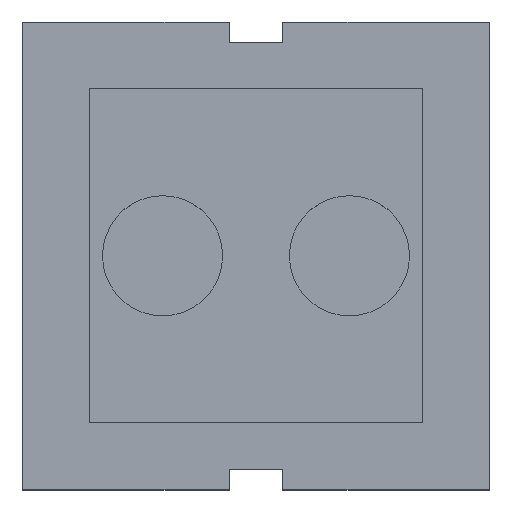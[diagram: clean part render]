
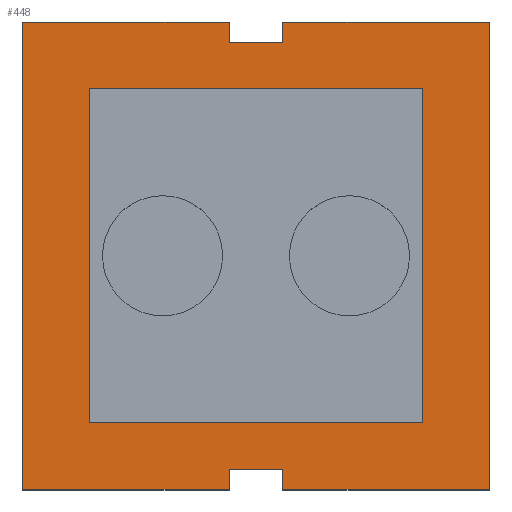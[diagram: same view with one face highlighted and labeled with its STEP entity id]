
A CAD part, top view. The second image highlights one B-rep face of the part: STEP entity #448.
In plain terms, the highlighted planar face has unit normal (0, 0, 1).
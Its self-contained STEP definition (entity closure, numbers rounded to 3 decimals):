
#41 = CARTESIAN_POINT ( 'NONE',  ( -2.5, 0., 6. ) ) ;
#83 = DIRECTION ( 'NONE',  ( -1., 0., 0. ) ) ;
#381 = CARTESIAN_POINT ( 'NONE',  ( -3.5, 3.5, 6. ) ) ;
#431 = EDGE_CURVE ( 'NONE', #2577, #2819, #6424, .T. ) ;
#448 = ADVANCED_FACE ( 'NONE', ( #5644, #3136 ), #5230, .F. ) ;
#519 = EDGE_CURVE ( 'NONE', #9201, #925, #3764, .T. ) ;
#527 = VECTOR ( 'NONE', #906, 1000. ) ;
#537 = DIRECTION ( 'NONE',  ( -1., 0., 0. ) ) ;
#547 = CARTESIAN_POINT ( 'NONE',  ( -0.4, -3.5, 6. ) ) ;
#628 = VERTEX_POINT ( 'NONE', #2120 ) ;
#730 = LINE ( 'NONE', #8588, #6821 ) ;
#753 = CARTESIAN_POINT ( 'NONE',  ( 0.4, 3.5, 6. ) ) ;
#777 = CARTESIAN_POINT ( 'NONE',  ( 0.4, -3.2, 6. ) ) ;
#834 = EDGE_CURVE ( 'NONE', #2819, #5348, #10479, .T. ) ;
#850 = LINE ( 'NONE', #4118, #3268 ) ;
#887 = CARTESIAN_POINT ( 'NONE',  ( 3.5, -3.5, 6. ) ) ;
#906 = DIRECTION ( 'NONE',  ( 0., -1., 0. ) ) ;
#925 = VERTEX_POINT ( 'NONE', #6144 ) ;
#967 = CARTESIAN_POINT ( 'NONE',  ( -0.4, 3.5, 6. ) ) ;
#1059 = DIRECTION ( 'NONE',  ( -1., 0., 0. ) ) ;
#1110 = VERTEX_POINT ( 'NONE', #10451 ) ;
#1244 = CARTESIAN_POINT ( 'NONE',  ( 0., 0., 6. ) ) ;
#1276 = LINE ( 'NONE', #2347, #7764 ) ;
#1397 = DIRECTION ( 'NONE',  ( 0., -1., 0. ) ) ;
#1412 = CARTESIAN_POINT ( 'NONE',  ( -2.5, 2.5, 6. ) ) ;
#1574 = EDGE_CURVE ( 'NONE', #5664, #1110, #9066, .T. ) ;
#1694 = EDGE_CURVE ( 'NONE', #8685, #9201, #7567, .T. ) ;
#1841 = CARTESIAN_POINT ( 'NONE',  ( 0.4, -3.5, 6. ) ) ;
#1852 = LINE ( 'NONE', #7260, #7957 ) ;
#1893 = CARTESIAN_POINT ( 'NONE',  ( 0., 2.5, 6. ) ) ;
#1954 = VECTOR ( 'NONE', #2994, 1000. ) ;
#1970 = ORIENTED_EDGE ( 'NONE', *, *, #9821, .F. ) ;
#2083 = CARTESIAN_POINT ( 'NONE',  ( -0.4, -3.5, 6. ) ) ;
#2120 = CARTESIAN_POINT ( 'NONE',  ( 0.4, 3.2, 6. ) ) ;
#2218 = CARTESIAN_POINT ( 'NONE',  ( 0.4, 3.5, 6. ) ) ;
#2227 = VECTOR ( 'NONE', #3247, 1000. ) ;
#2347 = CARTESIAN_POINT ( 'NONE',  ( 2.5, 0., 6. ) ) ;
#2567 = VERTEX_POINT ( 'NONE', #753 ) ;
#2577 = VERTEX_POINT ( 'NONE', #887 ) ;
#2586 = DIRECTION ( 'NONE',  ( 0., 1., 0. ) ) ;
#2608 = ORIENTED_EDGE ( 'NONE', *, *, #1694, .T. ) ;
#2615 = LINE ( 'NONE', #1893, #8217 ) ;
#2644 = DIRECTION ( 'NONE',  ( 0., 1., 0. ) ) ;
#2749 = VECTOR ( 'NONE', #3314, 1000. ) ;
#2819 = VERTEX_POINT ( 'NONE', #7813 ) ;
#2860 = VERTEX_POINT ( 'NONE', #9796 ) ;
#2994 = DIRECTION ( 'NONE',  ( 1., 0., 0. ) ) ;
#3133 = LINE ( 'NONE', #7466, #10241 ) ;
#3136 = FACE_BOUND ( 'NONE', #9365, .T. ) ;
#3247 = DIRECTION ( 'NONE',  ( 0., 1., 0. ) ) ;
#3268 = VECTOR ( 'NONE', #4961, 1000. ) ;
#3314 = DIRECTION ( 'NONE',  ( 1., 0., 0. ) ) ;
#3375 = ORIENTED_EDGE ( 'NONE', *, *, #4226, .T. ) ;
#3381 = VECTOR ( 'NONE', #8913, 1000. ) ;
#3599 = CARTESIAN_POINT ( 'NONE',  ( 2.5, 2.5, 6. ) ) ;
#3630 = LINE ( 'NONE', #9852, #3760 ) ;
#3700 = ORIENTED_EDGE ( 'NONE', *, *, #1574, .F. ) ;
#3760 = VECTOR ( 'NONE', #9699, 1000. ) ;
#3764 = LINE ( 'NONE', #8195, #7064 ) ;
#3937 = EDGE_CURVE ( 'NONE', #2860, #9559, #1276, .T. ) ;
#4088 = EDGE_CURVE ( 'NONE', #2567, #628, #6994, .T. ) ;
#4093 = DIRECTION ( 'NONE',  ( -1., 0., 0. ) ) ;
#4118 = CARTESIAN_POINT ( 'NONE',  ( 3.5, 3.5, 6. ) ) ;
#4125 = LINE ( 'NONE', #967, #2749 ) ;
#4146 = ORIENTED_EDGE ( 'NONE', *, *, #9942, .F. ) ;
#4226 = EDGE_CURVE ( 'NONE', #8825, #2567, #6481, .T. ) ;
#4302 = VECTOR ( 'NONE', #83, 1000. ) ;
#4777 = ORIENTED_EDGE ( 'NONE', *, *, #519, .T. ) ;
#4961 = DIRECTION ( 'NONE',  ( 0., 1., 0. ) ) ;
#5202 = AXIS2_PLACEMENT_3D ( 'NONE', #1244, #8246, #6611 ) ;
#5230 = PLANE ( 'NONE',  #5202 ) ;
#5348 = VERTEX_POINT ( 'NONE', #9655 ) ;
#5373 = EDGE_CURVE ( 'NONE', #7705, #5664, #4125, .T. ) ;
#5644 = FACE_OUTER_BOUND ( 'NONE', #7613, .T. ) ;
#5664 = VERTEX_POINT ( 'NONE', #9243 ) ;
#5755 = VECTOR ( 'NONE', #1397, 1000. ) ;
#5794 = VERTEX_POINT ( 'NONE', #9311 ) ;
#5864 = VERTEX_POINT ( 'NONE', #1412 ) ;
#6040 = VECTOR ( 'NONE', #1059, 1000. ) ;
#6144 = CARTESIAN_POINT ( 'NONE',  ( -0.4, -3.2, 6. ) ) ;
#6298 = ORIENTED_EDGE ( 'NONE', *, *, #9754, .T. ) ;
#6424 = LINE ( 'NONE', #1841, #6040 ) ;
#6481 = LINE ( 'NONE', #2218, #4302 ) ;
#6544 = CARTESIAN_POINT ( 'NONE',  ( 0.4, 3.2, 6. ) ) ;
#6611 = DIRECTION ( 'NONE',  ( -1., 0., 0. ) ) ;
#6762 = DIRECTION ( 'NONE',  ( -1., 0., 0. ) ) ;
#6821 = VECTOR ( 'NONE', #537, 1000. ) ;
#6981 = EDGE_CURVE ( 'NONE', #628, #1110, #730, .T. ) ;
#6994 = LINE ( 'NONE', #6544, #527 ) ;
#7022 = ORIENTED_EDGE ( 'NONE', *, *, #3937, .F. ) ;
#7025 = ORIENTED_EDGE ( 'NONE', *, *, #834, .F. ) ;
#7064 = VECTOR ( 'NONE', #2586, 1000. ) ;
#7142 = EDGE_CURVE ( 'NONE', #2577, #8825, #850, .T. ) ;
#7207 = EDGE_CURVE ( 'NONE', #5794, #5864, #7581, .T. ) ;
#7260 = CARTESIAN_POINT ( 'NONE',  ( 0., -3.2, 6. ) ) ;
#7466 = CARTESIAN_POINT ( 'NONE',  ( -3.5, 3.5, 6. ) ) ;
#7567 = LINE ( 'NONE', #547, #1954 ) ;
#7581 = LINE ( 'NONE', #41, #2227 ) ;
#7613 = EDGE_LOOP ( 'NONE', ( #9731, #2608, #4777, #1970, #7025, #10495, #10015, #3375, #8526, #8579, #3700, #8227 ) ) ;
#7705 = VERTEX_POINT ( 'NONE', #381 ) ;
#7740 = CARTESIAN_POINT ( 'NONE',  ( 3.5, 3.5, 6. ) ) ;
#7764 = VECTOR ( 'NONE', #2644, 1000. ) ;
#7813 = CARTESIAN_POINT ( 'NONE',  ( 0.4, -3.5, 6. ) ) ;
#7957 = VECTOR ( 'NONE', #4093, 1000. ) ;
#8195 = CARTESIAN_POINT ( 'NONE',  ( -0.4, -3.2, 6. ) ) ;
#8217 = VECTOR ( 'NONE', #6762, 1000. ) ;
#8227 = ORIENTED_EDGE ( 'NONE', *, *, #5373, .F. ) ;
#8246 = DIRECTION ( 'NONE',  ( 0., 0., -1. ) ) ;
#8299 = ORIENTED_EDGE ( 'NONE', *, *, #7207, .T. ) ;
#8308 = CARTESIAN_POINT ( 'NONE',  ( -3.5, -3.5, 6. ) ) ;
#8525 = CARTESIAN_POINT ( 'NONE',  ( -0.4, 3.2, 6. ) ) ;
#8526 = ORIENTED_EDGE ( 'NONE', *, *, #4088, .T. ) ;
#8579 = ORIENTED_EDGE ( 'NONE', *, *, #6981, .T. ) ;
#8588 = CARTESIAN_POINT ( 'NONE',  ( 0., 3.2, 6. ) ) ;
#8685 = VERTEX_POINT ( 'NONE', #8308 ) ;
#8825 = VERTEX_POINT ( 'NONE', #7740 ) ;
#8913 = DIRECTION ( 'NONE',  ( 0., 1., 0. ) ) ;
#9066 = LINE ( 'NONE', #8525, #5755 ) ;
#9132 = DIRECTION ( 'NONE',  ( 0., 1., 0. ) ) ;
#9201 = VERTEX_POINT ( 'NONE', #2083 ) ;
#9243 = CARTESIAN_POINT ( 'NONE',  ( -0.4, 3.5, 6. ) ) ;
#9311 = CARTESIAN_POINT ( 'NONE',  ( -2.5, -2.5, 6. ) ) ;
#9365 = EDGE_LOOP ( 'NONE', ( #8299, #4146, #7022, #6298 ) ) ;
#9515 = EDGE_CURVE ( 'NONE', #8685, #7705, #3133, .T. ) ;
#9559 = VERTEX_POINT ( 'NONE', #3599 ) ;
#9655 = CARTESIAN_POINT ( 'NONE',  ( 0.4, -3.2, 6. ) ) ;
#9699 = DIRECTION ( 'NONE',  ( -1., 0., 0. ) ) ;
#9731 = ORIENTED_EDGE ( 'NONE', *, *, #9515, .F. ) ;
#9754 = EDGE_CURVE ( 'NONE', #2860, #5794, #3630, .T. ) ;
#9796 = CARTESIAN_POINT ( 'NONE',  ( 2.5, -2.5, 6. ) ) ;
#9821 = EDGE_CURVE ( 'NONE', #5348, #925, #1852, .T. ) ;
#9852 = CARTESIAN_POINT ( 'NONE',  ( 0., -2.5, 6. ) ) ;
#9942 = EDGE_CURVE ( 'NONE', #9559, #5864, #2615, .T. ) ;
#10015 = ORIENTED_EDGE ( 'NONE', *, *, #7142, .T. ) ;
#10241 = VECTOR ( 'NONE', #9132, 1000. ) ;
#10451 = CARTESIAN_POINT ( 'NONE',  ( -0.4, 3.2, 6. ) ) ;
#10479 = LINE ( 'NONE', #777, #3381 ) ;
#10495 = ORIENTED_EDGE ( 'NONE', *, *, #431, .F. ) ;
